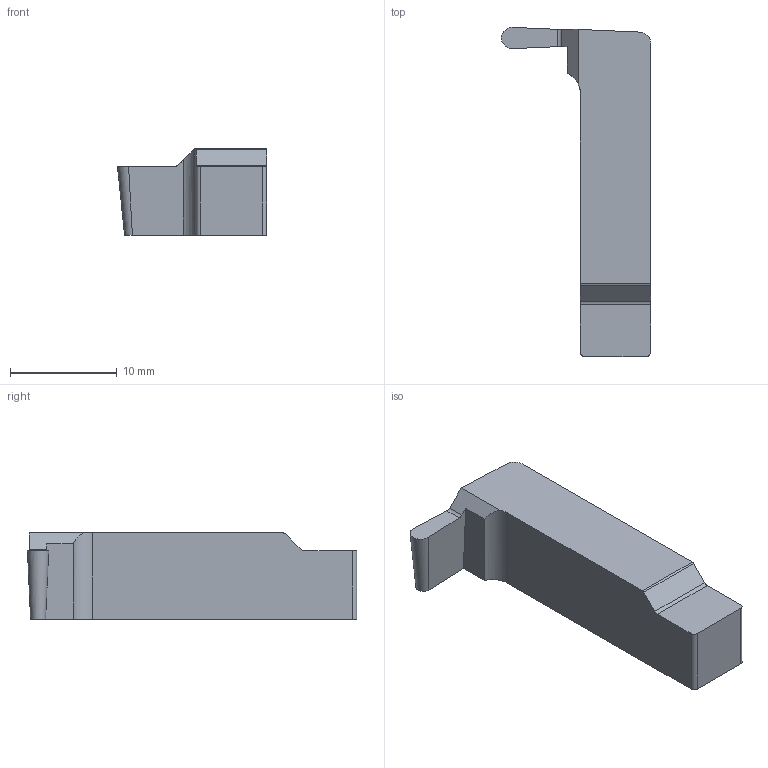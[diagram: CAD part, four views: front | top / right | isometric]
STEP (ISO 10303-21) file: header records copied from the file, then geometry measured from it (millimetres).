
FILE_DESCRIPTION(/* description */ (''),/* implementation_level */ '2;1');
FILE_NAME(/* name */ 'aaa326680_b.stp',/* time_stamp */ '2019-03-07T08:30:33+01:00',/* author */ (''),/* organization */ ('SMS'),/* preprocessor_version */ 'ST-DEVELOPER v15',/* originating_system */ 'SIEMENS PLM Software NX 8.5',/* authorisation */ '');
FILE_SCHEMA (('AUTOMOTIVE_DESIGN { 1 0 10303 214 3 1 1 1 }'));
Length unit declared in the file: millimetre
Products named in the file (1): AAA326680_B
Bounding box: 14 x 30.9 x 8.08 mm (x, y, z)
Volume: 1649.8 mm3; surface area: 1078.8 mm2
Topology: 1 solids, 1 shells, 21 faces, 58 edges, 41 vertices
Faces by surface type: plane 13, cylinder 7, bspline 1
Entity records: 868 total; most frequent: CARTESIAN_POINT 263, DIRECTION 117, ORIENTED_EDGE 114, EDGE_CURVE 57, AXIS2_PLACEMENT_3D 40, VERTEX_POINT 38, LINE 37, VECTOR 37
